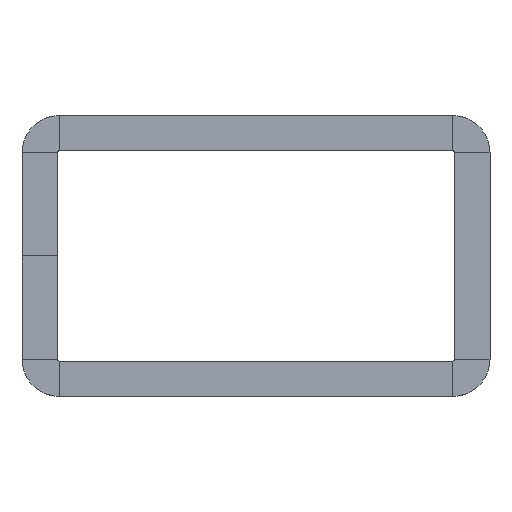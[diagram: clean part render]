
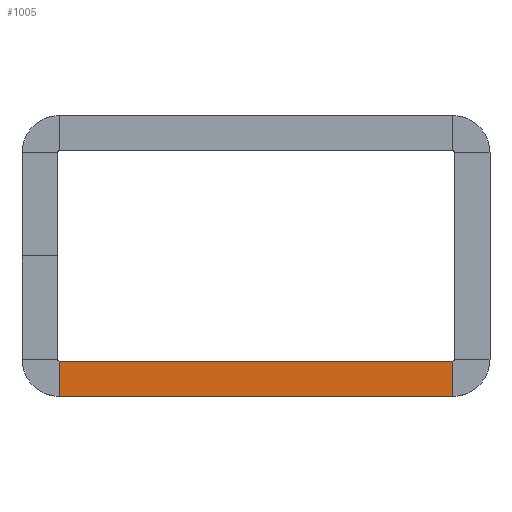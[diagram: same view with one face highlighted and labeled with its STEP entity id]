
A CAD part, top view. The second image highlights one B-rep face of the part: STEP entity #1005.
In plain terms, the highlighted planar face has unit normal (0, 0, 1).
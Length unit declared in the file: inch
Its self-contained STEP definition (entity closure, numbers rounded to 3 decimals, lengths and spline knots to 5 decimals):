
#34 = CARTESIAN_POINT ( 'NONE',  ( 1.05102, -0.56102, 0. ) ) ;
#44 = LINE ( 'NONE', #34, #284 ) ;
#123 = DIRECTION ( 'NONE',  ( 0., 1., 0. ) ) ;
#146 = CARTESIAN_POINT ( 'NONE',  ( -1.05102, -0.75, 0. ) ) ;
#206 = EDGE_LOOP ( 'NONE', ( #1302, #919, #1030, #1022 ) ) ;
#208 = EDGE_CURVE ( 'NONE', #1202, #513, #564, .T. ) ;
#227 = CARTESIAN_POINT ( 'NONE',  ( 1.05102, -0.75, 0. ) ) ;
#228 = LINE ( 'NONE', #429, #1058 ) ;
#284 = VECTOR ( 'NONE', #681, 39.37008 ) ;
#288 = CARTESIAN_POINT ( 'NONE',  ( -1.05102, -0.75, 0. ) ) ;
#304 = VERTEX_POINT ( 'NONE', #886 ) ;
#353 = DIRECTION ( 'NONE',  ( 1., 0., 0. ) ) ;
#429 = CARTESIAN_POINT ( 'NONE',  ( -1.05102, -0.56102, 0. ) ) ;
#438 = AXIS2_PLACEMENT_3D ( 'NONE', #791, #481, #704 ) ;
#447 = VECTOR ( 'NONE', #353, 39.37008 ) ;
#481 = DIRECTION ( 'NONE',  ( 0., 0., -1. ) ) ;
#508 = VECTOR ( 'NONE', #123, 39.37008 ) ;
#513 = VERTEX_POINT ( 'NONE', #227 ) ;
#564 = LINE ( 'NONE', #146, #447 ) ;
#635 = EDGE_CURVE ( 'NONE', #513, #949, #44, .T. ) ;
#679 = FACE_OUTER_BOUND ( 'NONE', #206, .T. ) ;
#681 = DIRECTION ( 'NONE',  ( 0., 1., 0. ) ) ;
#684 = CARTESIAN_POINT ( 'NONE',  ( 1.05102, -0.56102, 0. ) ) ;
#704 = DIRECTION ( 'NONE',  ( -1., 0., 0. ) ) ;
#751 = LINE ( 'NONE', #758, #508 ) ;
#758 = CARTESIAN_POINT ( 'NONE',  ( -1.05102, -0.56102, 0. ) ) ;
#791 = CARTESIAN_POINT ( 'NONE',  ( -1.05102, -0.56102, 0. ) ) ;
#851 = DIRECTION ( 'NONE',  ( 1., 0., 0. ) ) ;
#864 = EDGE_CURVE ( 'NONE', #1202, #304, #751, .T. ) ;
#886 = CARTESIAN_POINT ( 'NONE',  ( -1.05102, -0.56102, 0. ) ) ;
#901 = PLANE ( 'NONE',  #438 ) ;
#917 = EDGE_CURVE ( 'NONE', #304, #949, #228, .T. ) ;
#919 = ORIENTED_EDGE ( 'NONE', *, *, #864, .F. ) ;
#949 = VERTEX_POINT ( 'NONE', #684 ) ;
#1005 = ADVANCED_FACE ( 'NONE', ( #679 ), #901, .F. ) ;
#1022 = ORIENTED_EDGE ( 'NONE', *, *, #635, .T. ) ;
#1030 = ORIENTED_EDGE ( 'NONE', *, *, #208, .T. ) ;
#1058 = VECTOR ( 'NONE', #851, 39.37008 ) ;
#1202 = VERTEX_POINT ( 'NONE', #288 ) ;
#1302 = ORIENTED_EDGE ( 'NONE', *, *, #917, .F. ) ;
